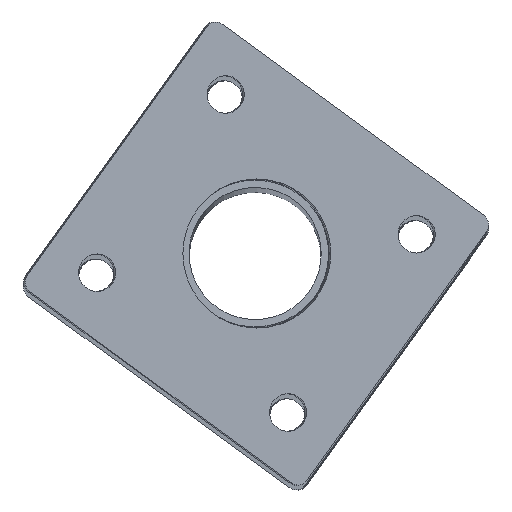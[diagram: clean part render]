
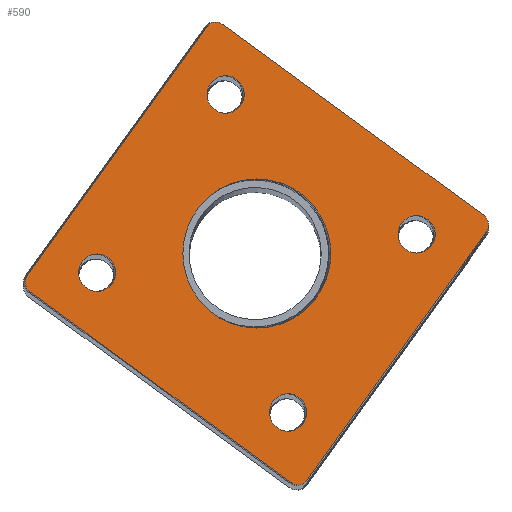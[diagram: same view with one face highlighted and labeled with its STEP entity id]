
A CAD part, top view. The second image highlights one B-rep face of the part: STEP entity #590.
In plain terms, the highlighted planar face has unit normal (0.119, 0, 0.993).
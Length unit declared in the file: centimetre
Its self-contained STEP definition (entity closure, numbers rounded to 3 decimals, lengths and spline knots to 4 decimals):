
#30=LINE('',#929,#62);
#31=LINE('',#933,#63);
#32=LINE('',#937,#64);
#33=LINE('',#940,#65);
#62=VECTOR('',#739,8.8758);
#63=VECTOR('',#742,8.4);
#64=VECTOR('',#745,8.8758);
#65=VECTOR('',#748,8.4);
#94=CIRCLE('',#635,0.51);
#96=CIRCLE('',#638,0.3);
#97=CIRCLE('',#639,0.3);
#98=CIRCLE('',#640,0.3);
#99=CIRCLE('',#641,0.3);
#100=CIRCLE('',#642,0.51);
#101=CIRCLE('',#643,0.51);
#102=CIRCLE('',#644,0.51);
#103=CIRCLE('',#645,2.03);
#164=FACE_BOUND('',#238,.T.);
#165=FACE_BOUND('',#239,.T.);
#166=FACE_BOUND('',#240,.T.);
#167=FACE_BOUND('',#241,.T.);
#168=FACE_BOUND('',#242,.T.);
#198=FACE_OUTER_BOUND('',#237,.T.);
#237=EDGE_LOOP('',(#437,#438,#439,#440,#441,#442,#443,#444));
#238=EDGE_LOOP('',(#445));
#239=EDGE_LOOP('',(#446));
#240=EDGE_LOOP('',(#447));
#241=EDGE_LOOP('',(#448));
#242=EDGE_LOOP('',(#449));
#303=VERTEX_POINT('',#920);
#305=VERTEX_POINT('',#925);
#306=VERTEX_POINT('',#926);
#307=VERTEX_POINT('',#928);
#308=VERTEX_POINT('',#930);
#309=VERTEX_POINT('',#932);
#310=VERTEX_POINT('',#934);
#311=VERTEX_POINT('',#936);
#312=VERTEX_POINT('',#938);
#313=VERTEX_POINT('',#941);
#314=VERTEX_POINT('',#943);
#315=VERTEX_POINT('',#945);
#316=VERTEX_POINT('',#947);
#359=EDGE_CURVE('',#303,#303,#94,.T.);
#361=EDGE_CURVE('',#305,#306,#96,.T.);
#362=EDGE_CURVE('',#307,#305,#30,.T.);
#363=EDGE_CURVE('',#308,#307,#97,.T.);
#364=EDGE_CURVE('',#309,#308,#31,.T.);
#365=EDGE_CURVE('',#310,#309,#98,.T.);
#366=EDGE_CURVE('',#311,#310,#32,.T.);
#367=EDGE_CURVE('',#312,#311,#99,.T.);
#368=EDGE_CURVE('',#306,#312,#33,.T.);
#369=EDGE_CURVE('',#313,#313,#100,.T.);
#370=EDGE_CURVE('',#314,#314,#101,.T.);
#371=EDGE_CURVE('',#315,#315,#102,.T.);
#372=EDGE_CURVE('',#316,#316,#103,.T.);
#437=ORIENTED_EDGE('',*,*,#361,.F.);
#438=ORIENTED_EDGE('',*,*,#362,.F.);
#439=ORIENTED_EDGE('',*,*,#363,.F.);
#440=ORIENTED_EDGE('',*,*,#364,.F.);
#441=ORIENTED_EDGE('',*,*,#365,.F.);
#442=ORIENTED_EDGE('',*,*,#366,.F.);
#443=ORIENTED_EDGE('',*,*,#367,.F.);
#444=ORIENTED_EDGE('',*,*,#368,.F.);
#445=ORIENTED_EDGE('',*,*,#359,.F.);
#446=ORIENTED_EDGE('',*,*,#369,.F.);
#447=ORIENTED_EDGE('',*,*,#370,.F.);
#448=ORIENTED_EDGE('',*,*,#371,.F.);
#449=ORIENTED_EDGE('',*,*,#372,.F.);
#573=PLANE('',#637);
#590=ADVANCED_FACE('',(#198,#164,#165,#166,#167,#168),#573,.T.);
#635=AXIS2_PLACEMENT_3D('',#921,#731,#732);
#637=AXIS2_PLACEMENT_3D('',#924,#735,#736);
#638=AXIS2_PLACEMENT_3D('',#927,#737,#738);
#639=AXIS2_PLACEMENT_3D('',#931,#740,#741);
#640=AXIS2_PLACEMENT_3D('',#935,#743,#744);
#641=AXIS2_PLACEMENT_3D('',#939,#746,#747);
#642=AXIS2_PLACEMENT_3D('',#942,#749,#750);
#643=AXIS2_PLACEMENT_3D('',#944,#751,#752);
#644=AXIS2_PLACEMENT_3D('',#946,#753,#754);
#645=AXIS2_PLACEMENT_3D('',#948,#755,#756);
#731=DIRECTION('center_axis',(0.119,0.,0.993));
#732=DIRECTION('ref_axis',(0.993,0.,-0.119));
#735=DIRECTION('center_axis',(0.119,0.,0.993));
#736=DIRECTION('ref_axis',(0.993,0.,-0.119));
#737=DIRECTION('center_axis',(-0.119,0.,-0.993));
#738=DIRECTION('ref_axis',(0.584,0.809,-0.07));
#739=DIRECTION('',(0.803,-0.588,-0.096));
#740=DIRECTION('center_axis',(-0.119,0.,-0.993));
#741=DIRECTION('ref_axis',(-0.803,0.588,0.096));
#742=DIRECTION('',(0.584,0.809,-0.07));
#743=DIRECTION('center_axis',(-0.119,0.,-0.993));
#744=DIRECTION('ref_axis',(-0.584,-0.809,0.07));
#745=DIRECTION('',(-0.803,0.588,0.096));
#746=DIRECTION('center_axis',(-0.119,0.,-0.993));
#747=DIRECTION('ref_axis',(0.803,-0.588,-0.096));
#748=DIRECTION('',(-0.584,-0.809,0.07));
#749=DIRECTION('center_axis',(0.119,0.,0.993));
#750=DIRECTION('ref_axis',(-0.993,0.,0.119));
#751=DIRECTION('center_axis',(0.119,0.,0.993));
#752=DIRECTION('ref_axis',(-0.993,0.,0.119));
#753=DIRECTION('center_axis',(0.119,0.,0.993));
#754=DIRECTION('ref_axis',(-0.993,0.,0.119));
#755=DIRECTION('center_axis',(0.119,0.,0.993));
#756=DIRECTION('ref_axis',(-0.993,0.,0.119));
#920=CARTESIAN_POINT('',(171.6591,47.3302,39.0624));
#921=CARTESIAN_POINT('Origin',(171.1527,47.3302,39.1232));
#924=CARTESIAN_POINT('Origin',(7.0577,0.,58.8146));
#925=CARTESIAN_POINT('',(178.1937,44.0321,38.2783));
#926=CARTESIAN_POINT('',(178.2596,43.613,38.2703));
#927=CARTESIAN_POINT('Origin',(178.0186,43.7894,38.2993));
#928=CARTESIAN_POINT('',(171.0642,49.2491,39.1338));
#929=CARTESIAN_POINT('',(171.0642,49.2491,39.1338));
#930=CARTESIAN_POINT('',(170.6482,49.1827,39.1837));
#931=CARTESIAN_POINT('Origin',(170.8891,49.0064,39.1548));
#932=CARTESIAN_POINT('',(165.7459,42.387,39.772));
#933=CARTESIAN_POINT('',(165.7459,42.387,39.772));
#934=CARTESIAN_POINT('',(165.8118,41.9679,39.7641));
#935=CARTESIAN_POINT('Origin',(165.9869,42.2106,39.7431));
#936=CARTESIAN_POINT('',(172.9413,36.7509,38.9085));
#937=CARTESIAN_POINT('',(172.9413,36.7509,38.9085));
#938=CARTESIAN_POINT('',(173.3574,36.8173,38.8586));
#939=CARTESIAN_POINT('Origin',(173.1164,36.9936,38.8875));
#940=CARTESIAN_POINT('',(178.2596,43.613,38.2703));
#941=CARTESIAN_POINT('',(167.1448,42.4761,39.6041));
#942=CARTESIAN_POINT('Origin',(167.6511,42.4761,39.5434));
#943=CARTESIAN_POINT('',(172.3465,38.6698,38.9799));
#944=CARTESIAN_POINT('Origin',(172.8528,38.6698,38.9192));
#945=CARTESIAN_POINT('',(175.848,43.5239,38.5597));
#946=CARTESIAN_POINT('Origin',(176.3544,43.5239,38.499));
#947=CARTESIAN_POINT('',(169.9872,43.,39.263));
#948=CARTESIAN_POINT('Origin',(172.0028,43.,39.0212));
